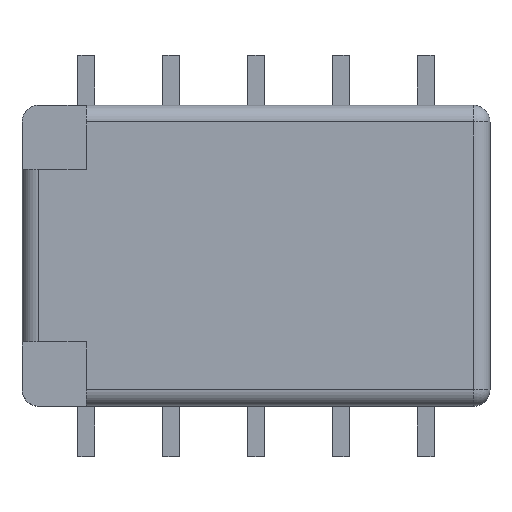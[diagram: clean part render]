
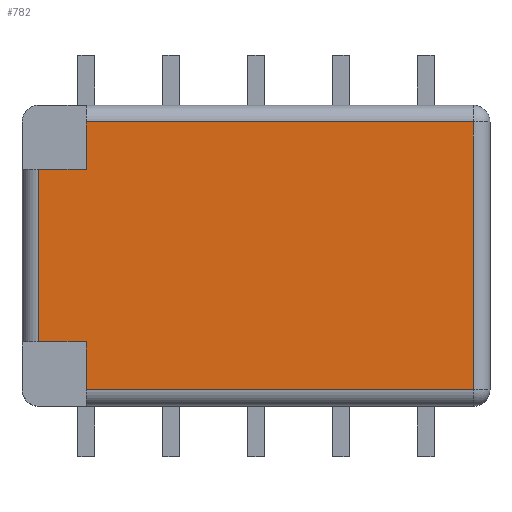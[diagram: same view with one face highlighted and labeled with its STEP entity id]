
A CAD part, top view. The second image highlights one B-rep face of the part: STEP entity #782.
In plain terms, the highlighted planar face has unit normal (0, 0, 1).
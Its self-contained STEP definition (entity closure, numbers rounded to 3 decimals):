
#782 = ADVANCED_FACE('',(#783),#849,.T.);
#783 = FACE_BOUND('',#784,.T.);
#784 = EDGE_LOOP('',(#785,#795,#803,#811,#819,#827,#835,#843));
#785 = ORIENTED_EDGE('',*,*,#786,.F.);
#786 = EDGE_CURVE('',#787,#789,#791,.T.);
#787 = VERTEX_POINT('',#788);
#788 = CARTESIAN_POINT('',(-5.08,-4.,5.4));
#789 = VERTEX_POINT('',#790);
#790 = CARTESIAN_POINT('',(-5.08,-2.58,5.4));
#791 = LINE('',#792,#793);
#792 = CARTESIAN_POINT('',(-5.08,-4.5,5.4));
#793 = VECTOR('',#794,1.);
#794 = DIRECTION('',(0.,1.,0.));
#795 = ORIENTED_EDGE('',*,*,#796,.T.);
#796 = EDGE_CURVE('',#787,#797,#799,.T.);
#797 = VERTEX_POINT('',#798);
#798 = CARTESIAN_POINT('',(6.5,-4.,5.4));
#799 = LINE('',#800,#801);
#800 = CARTESIAN_POINT('',(7.,-4.,5.4));
#801 = VECTOR('',#802,1.);
#802 = DIRECTION('',(1.,0.,0.));
#803 = ORIENTED_EDGE('',*,*,#804,.T.);
#804 = EDGE_CURVE('',#797,#805,#807,.T.);
#805 = VERTEX_POINT('',#806);
#806 = CARTESIAN_POINT('',(6.5,4.,5.4));
#807 = LINE('',#808,#809);
#808 = CARTESIAN_POINT('',(6.5,4.5,5.4));
#809 = VECTOR('',#810,1.);
#810 = DIRECTION('',(0.,1.,0.));
#811 = ORIENTED_EDGE('',*,*,#812,.T.);
#812 = EDGE_CURVE('',#805,#813,#815,.T.);
#813 = VERTEX_POINT('',#814);
#814 = CARTESIAN_POINT('',(-5.08,4.,5.4));
#815 = LINE('',#816,#817);
#816 = CARTESIAN_POINT('',(-5.08,4.,5.4));
#817 = VECTOR('',#818,1.);
#818 = DIRECTION('',(-1.,0.,0.));
#819 = ORIENTED_EDGE('',*,*,#820,.F.);
#820 = EDGE_CURVE('',#821,#813,#823,.T.);
#821 = VERTEX_POINT('',#822);
#822 = CARTESIAN_POINT('',(-5.08,2.58,5.4));
#823 = LINE('',#824,#825);
#824 = CARTESIAN_POINT('',(-5.08,4.5,5.4));
#825 = VECTOR('',#826,1.);
#826 = DIRECTION('',(0.,1.,0.));
#827 = ORIENTED_EDGE('',*,*,#828,.F.);
#828 = EDGE_CURVE('',#829,#821,#831,.T.);
#829 = VERTEX_POINT('',#830);
#830 = CARTESIAN_POINT('',(-6.5,2.58,5.4));
#831 = LINE('',#832,#833);
#832 = CARTESIAN_POINT('',(-7.,2.58,5.4));
#833 = VECTOR('',#834,1.);
#834 = DIRECTION('',(1.,0.,0.));
#835 = ORIENTED_EDGE('',*,*,#836,.T.);
#836 = EDGE_CURVE('',#829,#837,#839,.T.);
#837 = VERTEX_POINT('',#838);
#838 = CARTESIAN_POINT('',(-6.5,-2.58,5.4));
#839 = LINE('',#840,#841);
#840 = CARTESIAN_POINT('',(-6.5,-2.58,5.4));
#841 = VECTOR('',#842,1.);
#842 = DIRECTION('',(0.,-1.,0.));
#843 = ORIENTED_EDGE('',*,*,#844,.F.);
#844 = EDGE_CURVE('',#789,#837,#845,.T.);
#845 = LINE('',#846,#847);
#846 = CARTESIAN_POINT('',(-7.,-2.58,5.4));
#847 = VECTOR('',#848,1.);
#848 = DIRECTION('',(-1.,0.,0.));
#849 = PLANE('',#850);
#850 = AXIS2_PLACEMENT_3D('',#851,#852,#853);
#851 = CARTESIAN_POINT('',(0.,0.,5.4));
#852 = DIRECTION('',(0.,0.,1.));
#853 = DIRECTION('',(0.,1.,0.));
